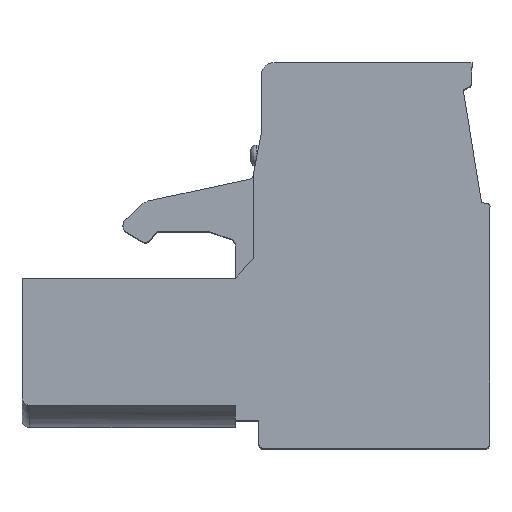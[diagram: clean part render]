
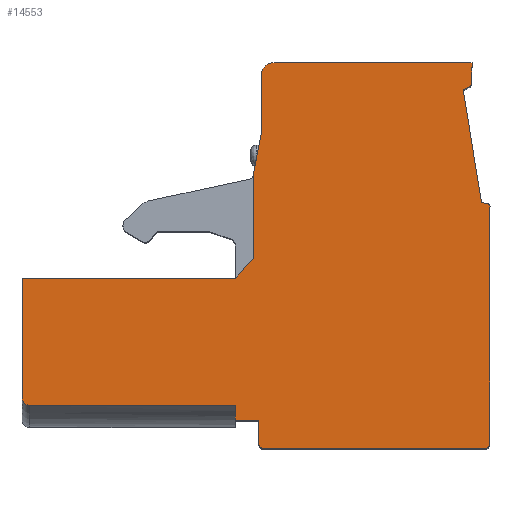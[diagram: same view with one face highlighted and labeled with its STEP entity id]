
A CAD part, top view. The second image highlights one B-rep face of the part: STEP entity #14553.
In plain terms, the highlighted planar face has unit normal (0, 0, 1).
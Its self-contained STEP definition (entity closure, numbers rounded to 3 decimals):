
#5554=DIRECTION('',(0.,1.,0.));
#5555=VECTOR('',#5554,4.65);
#5556=CARTESIAN_POINT('',(3.7,1.975,2.54));
#5557=LINE('',#5556,#5555);
#5558=DIRECTION('',(1.,0.,0.));
#5559=VECTOR('',#5558,8.3);
#5560=CARTESIAN_POINT('',(3.7,6.625,2.54));
#5561=LINE('',#5560,#5559);
#5562=DIRECTION('',(0.682,0.731,0.));
#5563=VECTOR('',#5562,1.026);
#5564=CARTESIAN_POINT('',(12.,6.625,2.54));
#5565=LINE('',#5564,#5563);
#5566=DIRECTION('',(0.,1.,0.));
#5567=VECTOR('',#5566,3.325);
#5568=CARTESIAN_POINT('',(12.7,7.375,2.54));
#5569=LINE('',#5568,#5567);
#5570=DIRECTION('',(0.196,0.981,0.));
#5571=VECTOR('',#5570,1.53);
#5572=CARTESIAN_POINT('',(12.7,10.7,2.54));
#5573=LINE('',#5572,#5571);
#5574=DIRECTION('',(0.,1.,0.));
#5575=VECTOR('',#5574,2.3);
#5576=CARTESIAN_POINT('',(13.,12.2,2.54));
#5577=LINE('',#5576,#5575);
#5578=CARTESIAN_POINT('',(13.5,14.5,2.54));
#5579=DIRECTION('',(0.,0.,-1.));
#5580=DIRECTION('',(-1.,0.,0.));
#5581=AXIS2_PLACEMENT_3D('',#5578,#5579,#5580);
#5583=DIRECTION('',(1.,0.,0.));
#5584=VECTOR('',#5583,7.7);
#5585=CARTESIAN_POINT('',(13.5,15.,2.54));
#5586=LINE('',#5585,#5584);
#5587=DIRECTION('',(0.,-1.,0.));
#5588=VECTOR('',#5587,0.766);
#5589=CARTESIAN_POINT('',(21.2,15.,2.54));
#5590=LINE('',#5589,#5588);
#5591=CARTESIAN_POINT('',(21.,14.234,2.54));
#5592=DIRECTION('',(0.,0.,-1.));
#5593=DIRECTION('',(1.,0.,0.));
#5594=AXIS2_PLACEMENT_3D('',#5591,#5592,#5593);
#5596=DIRECTION('',(-0.911,-0.412,0.));
#5597=VECTOR('',#5596,0.248);
#5598=CARTESIAN_POINT('',(21.082,14.052,2.54));
#5599=LINE('',#5598,#5597);
#5600=DIRECTION('',(0.16,-0.987,0.));
#5601=VECTOR('',#5600,4.449);
#5602=CARTESIAN_POINT('',(20.857,13.95,2.54));
#5603=LINE('',#5602,#5601);
#5604=DIRECTION('',(0.985,-0.174,0.));
#5605=VECTOR('',#5604,0.251);
#5606=CARTESIAN_POINT('',(21.57,9.558,2.54));
#5607=LINE('',#5606,#5605);
#5608=CARTESIAN_POINT('',(21.8,9.416,2.54));
#5609=DIRECTION('',(0.,0.,-1.));
#5610=DIRECTION('',(0.174,0.985,0.));
#5611=AXIS2_PLACEMENT_3D('',#5608,#5609,#5610);
#5613=DIRECTION('',(0.,-1.,0.));
#5614=VECTOR('',#5613,9.216);
#5615=CARTESIAN_POINT('',(21.9,9.416,2.54));
#5616=LINE('',#5615,#5614);
#5617=CARTESIAN_POINT('',(21.7,0.2,2.54));
#5618=DIRECTION('',(0.,0.,-1.));
#5619=DIRECTION('',(1.,0.,0.));
#5620=AXIS2_PLACEMENT_3D('',#5617,#5618,#5619);
#5622=DIRECTION('',(-1.,0.,0.));
#5623=VECTOR('',#5622,8.6);
#5624=CARTESIAN_POINT('',(21.7,0.,2.54));
#5625=LINE('',#5624,#5623);
#5626=CARTESIAN_POINT('',(13.1,0.2,2.54));
#5627=DIRECTION('',(0.,0.,-1.));
#5628=DIRECTION('',(0.,-1.,0.));
#5629=AXIS2_PLACEMENT_3D('',#5626,#5627,#5628);
#5631=DIRECTION('',(0.,1.,0.));
#5632=VECTOR('',#5631,0.9);
#5633=CARTESIAN_POINT('',(12.9,0.2,2.54));
#5634=LINE('',#5633,#5632);
#5635=DIRECTION('',(-1.,0.,0.));
#5636=VECTOR('',#5635,0.9);
#5637=CARTESIAN_POINT('',(12.9,1.1,2.54));
#5638=LINE('',#5637,#5636);
#5639=DIRECTION('',(-1.,0.,0.));
#5640=VECTOR('',#5639,8.);
#5641=CARTESIAN_POINT('',(12.,1.675,2.54));
#5642=LINE('',#5641,#5640);
#5643=CARTESIAN_POINT('',(4.,1.975,2.54));
#5644=DIRECTION('',(0.,0.,-1.));
#5645=DIRECTION('',(0.,-1.,0.));
#5646=AXIS2_PLACEMENT_3D('',#5643,#5644,#5645);
#5877=DIRECTION('',(0.,-1.,0.));
#5878=VECTOR('',#5877,0.575);
#5879=CARTESIAN_POINT('',(12.,1.675,2.54));
#5880=LINE('',#5879,#5878);
#7493=CARTESIAN_POINT('',(3.7,6.625,2.54));
#7494=VERTEX_POINT('',#7493);
#7495=CARTESIAN_POINT('',(3.7,1.975,2.54));
#7496=VERTEX_POINT('',#7495);
#7519=CARTESIAN_POINT('',(4.,1.675,2.54));
#7520=VERTEX_POINT('',#7519);
#7521=CARTESIAN_POINT('',(12.,6.625,2.54));
#7522=VERTEX_POINT('',#7521);
#7523=CARTESIAN_POINT('',(12.7,7.375,2.54));
#7524=VERTEX_POINT('',#7523);
#7525=CARTESIAN_POINT('',(12.7,10.7,2.54));
#7526=VERTEX_POINT('',#7525);
#7527=CARTESIAN_POINT('',(13.,12.2,2.54));
#7528=VERTEX_POINT('',#7527);
#7529=CARTESIAN_POINT('',(13.,14.5,2.54));
#7530=VERTEX_POINT('',#7529);
#7531=CARTESIAN_POINT('',(13.5,15.,2.54));
#7532=VERTEX_POINT('',#7531);
#7533=CARTESIAN_POINT('',(21.2,15.,2.54));
#7534=VERTEX_POINT('',#7533);
#7535=CARTESIAN_POINT('',(21.2,14.234,2.54));
#7536=VERTEX_POINT('',#7535);
#7537=CARTESIAN_POINT('',(21.082,14.052,2.54));
#7538=VERTEX_POINT('',#7537);
#7539=CARTESIAN_POINT('',(20.857,13.95,2.54));
#7540=VERTEX_POINT('',#7539);
#7541=CARTESIAN_POINT('',(21.57,9.558,2.54));
#7542=VERTEX_POINT('',#7541);
#7543=CARTESIAN_POINT('',(21.817,9.515,2.54));
#7544=VERTEX_POINT('',#7543);
#7545=CARTESIAN_POINT('',(21.9,9.416,2.54));
#7546=VERTEX_POINT('',#7545);
#7547=CARTESIAN_POINT('',(21.9,0.2,2.54));
#7548=VERTEX_POINT('',#7547);
#7549=CARTESIAN_POINT('',(21.7,0.,2.54));
#7550=VERTEX_POINT('',#7549);
#7551=CARTESIAN_POINT('',(13.1,0.,2.54));
#7552=VERTEX_POINT('',#7551);
#7553=CARTESIAN_POINT('',(12.9,0.2,2.54));
#7554=VERTEX_POINT('',#7553);
#7555=CARTESIAN_POINT('',(12.9,1.1,2.54));
#7556=VERTEX_POINT('',#7555);
#7557=CARTESIAN_POINT('',(12.,1.1,2.54));
#7558=VERTEX_POINT('',#7557);
#7559=CARTESIAN_POINT('',(12.,1.675,2.54));
#7560=VERTEX_POINT('',#7559);
#14518=CARTESIAN_POINT('',(0.,0.,2.54));
#14519=DIRECTION('',(0.,0.,1.));
#14520=DIRECTION('',(-1.,0.,0.));
#14521=AXIS2_PLACEMENT_3D('',#14518,#14519,#14520);
#14522=PLANE('',#14521);
#14523=ORIENTED_EDGE('',*,*,#12786,.T.);
#14525=ORIENTED_EDGE('',*,*,#14524,.T.);
#14527=ORIENTED_EDGE('',*,*,#14526,.T.);
#14528=ORIENTED_EDGE('',*,*,#14117,.T.);
#14529=ORIENTED_EDGE('',*,*,#14149,.T.);
#14530=ORIENTED_EDGE('',*,*,#14490,.T.);
#14531=ORIENTED_EDGE('',*,*,#14510,.T.);
#14532=ORIENTED_EDGE('',*,*,#8676,.T.);
#14533=ORIENTED_EDGE('',*,*,#10768,.T.);
#14534=ORIENTED_EDGE('',*,*,#10783,.T.);
#14535=ORIENTED_EDGE('',*,*,#10798,.T.);
#14536=ORIENTED_EDGE('',*,*,#10813,.T.);
#14537=ORIENTED_EDGE('',*,*,#10828,.T.);
#14538=ORIENTED_EDGE('',*,*,#10843,.T.);
#14539=ORIENTED_EDGE('',*,*,#10858,.T.);
#14540=ORIENTED_EDGE('',*,*,#11989,.T.);
#14541=ORIENTED_EDGE('',*,*,#12004,.T.);
#14542=ORIENTED_EDGE('',*,*,#12643,.T.);
#14543=ORIENTED_EDGE('',*,*,#12658,.T.);
#14544=ORIENTED_EDGE('',*,*,#12677,.T.);
#14546=ORIENTED_EDGE('',*,*,#14545,.F.);
#14548=ORIENTED_EDGE('',*,*,#14547,.T.);
#14550=ORIENTED_EDGE('',*,*,#14549,.T.);
#14551=EDGE_LOOP('',(#14523,#14525,#14527,#14528,#14529,#14530,#14531,#14532,
#14533,#14534,#14535,#14536,#14537,#14538,#14539,#14540,#14541,#14542,#14543,
#14544,#14546,#14548,#14550));
#14552=FACE_OUTER_BOUND('',#14551,.F.);
#5582=CIRCLE('',#5581,0.5);
#5595=CIRCLE('',#5594,0.2);
#5612=CIRCLE('',#5611,0.1);
#5621=CIRCLE('',#5620,0.2);
#5630=CIRCLE('',#5629,0.2);
#5647=CIRCLE('',#5646,0.3);
#8676=EDGE_CURVE('',#7532,#7534,#5586,.T.);
#10768=EDGE_CURVE('',#7534,#7536,#5590,.T.);
#10783=EDGE_CURVE('',#7536,#7538,#5595,.T.);
#10798=EDGE_CURVE('',#7538,#7540,#5599,.T.);
#10813=EDGE_CURVE('',#7540,#7542,#5603,.T.);
#10828=EDGE_CURVE('',#7542,#7544,#5607,.T.);
#10843=EDGE_CURVE('',#7544,#7546,#5612,.T.);
#10858=EDGE_CURVE('',#7546,#7548,#5616,.T.);
#11989=EDGE_CURVE('',#7548,#7550,#5621,.T.);
#12004=EDGE_CURVE('',#7550,#7552,#5625,.T.);
#12643=EDGE_CURVE('',#7552,#7554,#5630,.T.);
#12658=EDGE_CURVE('',#7554,#7556,#5634,.T.);
#12677=EDGE_CURVE('',#7556,#7558,#5638,.T.);
#12786=EDGE_CURVE('',#7496,#7494,#5557,.T.);
#14117=EDGE_CURVE('',#7524,#7526,#5569,.T.);
#14149=EDGE_CURVE('',#7526,#7528,#5573,.T.);
#14490=EDGE_CURVE('',#7528,#7530,#5577,.T.);
#14510=EDGE_CURVE('',#7530,#7532,#5582,.T.);
#14524=EDGE_CURVE('',#7494,#7522,#5561,.T.);
#14526=EDGE_CURVE('',#7522,#7524,#5565,.T.);
#14545=EDGE_CURVE('',#7560,#7558,#5880,.T.);
#14547=EDGE_CURVE('',#7560,#7520,#5642,.T.);
#14549=EDGE_CURVE('',#7520,#7496,#5647,.T.);
#14553=ADVANCED_FACE('',(#14552),#14522,.T.);
